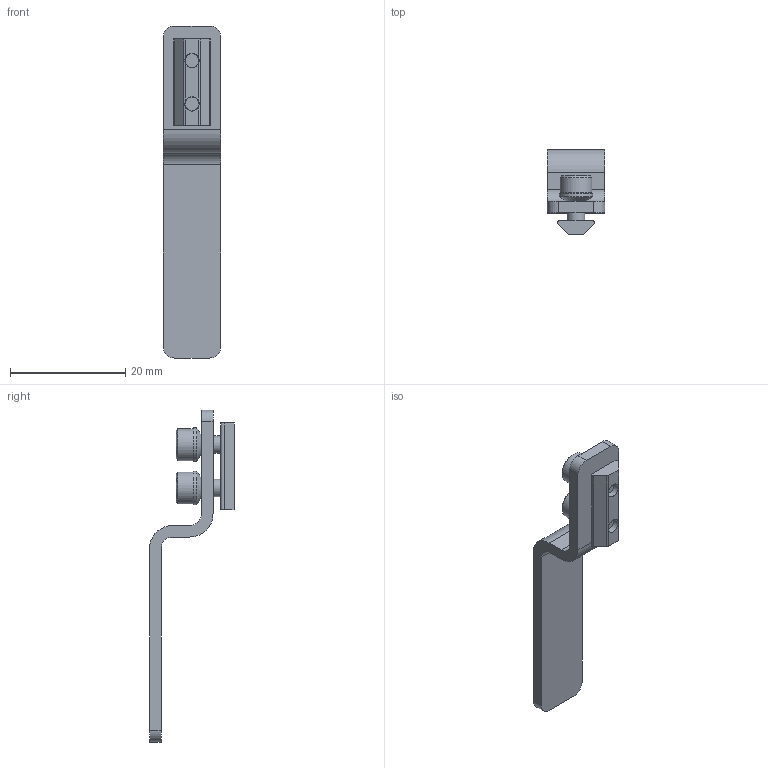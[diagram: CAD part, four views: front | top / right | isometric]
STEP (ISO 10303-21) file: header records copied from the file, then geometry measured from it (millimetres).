
FILE_DESCRIPTION(/* description */ ('STEP AP214'),/* implementation_level */ '2;1');
FILE_NAME(/* name */ '567538_EAPM-L4-SLS',/* time_stamp */ '2024-08-27T09:50:59+02:00',/* author */ ('License CC BY-ND 4.0'),/* organization */ ('CADENAS'),/* preprocessor_version */ 'ST-DEVELOPER v19.3',/* originating_system */ 'PARTsolutions',/* authorisation */ ' ');
FILE_SCHEMA (('AUTOMOTIVE_DESIGN {1 0 10303 214 3 1 1}'));
Length unit declared in the file: millimetre
Products named in the file (5): 567538 EAPM-L4-SLS -SLG-12; 1099382 EAPM-L4-SLS; 384580 SLG-12; 251570 3.2x5.8; DIN-912 - M3x6(F)
Assembly tree (6 placements, depth 2):
  567538 EAPM-L4-SLS -SLG-12
    1099382 EAPM-L4-SLS
    384580 SLG-12
    251570 3.2x5.8  x2
    DIN-912 - M3x6(F)  x2
Bounding box: 10 x 14.7 x 57.5 mm (x, y, z)
Volume: 1622.2 mm3; surface area: 2274.5 mm2
Topology: 6 solids, 6 shells, 100 faces, 224 edges, 132 vertices
Faces by surface type: plane 48, cone 28, cylinder 24
Full cylindrical faces by diameter (mm): 2.459 x2, 3 x2, 3.2 x2, 3.3 x2, 5.5 x2, 5.8 x2
Entity records: 2003 total; most frequent: CARTESIAN_POINT 346, DIRECTION 340, ORIENTED_EDGE 280, EDGE_CURVE 140, AXIS2_PLACEMENT_3D 135, VERTEX_POINT 95, FACE_BOUND 93, EDGE_LOOP 92
